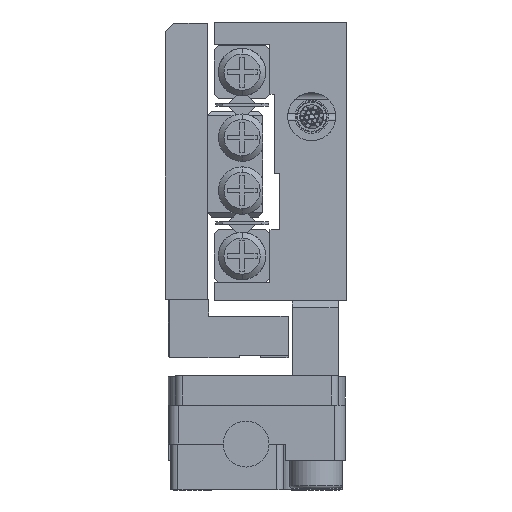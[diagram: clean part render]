
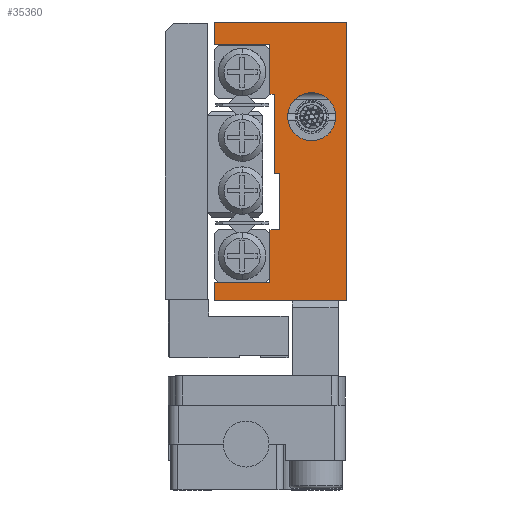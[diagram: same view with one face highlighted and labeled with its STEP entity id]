
A CAD part, left-side view. The second image highlights one B-rep face of the part: STEP entity #35360.
In plain terms, the highlighted planar face has unit normal (-1, 0, 0).
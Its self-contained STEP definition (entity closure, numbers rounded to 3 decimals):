
#340 = VECTOR ( 'NONE', #47811, 1000. ) ;
#562 = ORIENTED_EDGE ( 'NONE', *, *, #5100, .F. ) ;
#1705 = CARTESIAN_POINT ( 'NONE',  ( -15., 2.5, 4.927 ) ) ;
#1827 = AXIS2_PLACEMENT_3D ( 'NONE', #26471, #43725, #43452 ) ;
#1969 = EDGE_LOOP ( 'NONE', ( #22963, #36240 ) ) ;
#2164 = EDGE_CURVE ( 'NONE', #4369, #10119, #28844, .T. ) ;
#2623 = VERTEX_POINT ( 'NONE', #24586 ) ;
#2695 = VECTOR ( 'NONE', #32106, 1000. ) ;
#3053 = CIRCLE ( 'NONE', #41336, 1.727 ) ;
#3154 = CARTESIAN_POINT ( 'NONE',  ( -15., 9.5, 8.4 ) ) ;
#4306 = CARTESIAN_POINT ( 'NONE',  ( -15., 9.5, -8.7 ) ) ;
#4365 = VECTOR ( 'NONE', #23702, 1000. ) ;
#4369 = VERTEX_POINT ( 'NONE', #3154 ) ;
#4903 = VERTEX_POINT ( 'NONE', #51844 ) ;
#5100 = EDGE_CURVE ( 'NONE', #23994, #15226, #20360, .T. ) ;
#5736 = CARTESIAN_POINT ( 'NONE',  ( -15., 2.5, 1.473 ) ) ;
#5811 = VERTEX_POINT ( 'NONE', #13018 ) ;
#6081 = VECTOR ( 'NONE', #10683, 1000. ) ;
#6359 = LINE ( 'NONE', #23084, #25054 ) ;
#6394 = CARTESIAN_POINT ( 'NONE',  ( -15., 5.5, -10. ) ) ;
#6711 = CARTESIAN_POINT ( 'NONE',  ( -15., 9.5, 10. ) ) ;
#7158 = VECTOR ( 'NONE', #50123, 1000. ) ;
#7545 = CARTESIAN_POINT ( 'NONE',  ( -15., 5.5, 10. ) ) ;
#8375 = DIRECTION ( 'NONE',  ( 0., 0., 1. ) ) ;
#8802 = CARTESIAN_POINT ( 'NONE',  ( -15., 4.8, -10. ) ) ;
#9149 = VERTEX_POINT ( 'NONE', #32950 ) ;
#9435 = DIRECTION ( 'NONE',  ( 0., -1., 0. ) ) ;
#9544 = EDGE_CURVE ( 'NONE', #47836, #10119, #21446, .T. ) ;
#10119 = VERTEX_POINT ( 'NONE', #15431 ) ;
#10683 = DIRECTION ( 'NONE',  ( 0., 0., -1. ) ) ;
#11077 = CARTESIAN_POINT ( 'NONE',  ( -15., 0., 10. ) ) ;
#11205 = ORIENTED_EDGE ( 'NONE', *, *, #14921, .T. ) ;
#11852 = PLANE ( 'NONE',  #26337 ) ;
#13018 = CARTESIAN_POINT ( 'NONE',  ( -15., 5.5, -8.7 ) ) ;
#14256 = VERTEX_POINT ( 'NONE', #1705 ) ;
#14303 = CIRCLE ( 'NONE', #1827, 1.727 ) ;
#14501 = CARTESIAN_POINT ( 'NONE',  ( -15., 5.5, 4.8 ) ) ;
#14921 = EDGE_CURVE ( 'NONE', #21849, #2623, #6359, .T. ) ;
#15226 = VERTEX_POINT ( 'NONE', #11077 ) ;
#15431 = CARTESIAN_POINT ( 'NONE',  ( -15., 5.5, 8.4 ) ) ;
#15492 = CARTESIAN_POINT ( 'NONE',  ( -15., 5.5, -10. ) ) ;
#15901 = LINE ( 'NONE', #23715, #7158 ) ;
#16041 = FACE_OUTER_BOUND ( 'NONE', #39992, .T. ) ;
#16643 = ORIENTED_EDGE ( 'NONE', *, *, #38450, .T. ) ;
#17266 = DIRECTION ( 'NONE',  ( 0., 0., 1. ) ) ;
#17605 = EDGE_CURVE ( 'NONE', #24184, #14256, #3053, .T. ) ;
#18227 = CARTESIAN_POINT ( 'NONE',  ( -15., 9.5, -10. ) ) ;
#18547 = CARTESIAN_POINT ( 'NONE',  ( -15., 9.5, 10. ) ) ;
#18941 = ORIENTED_EDGE ( 'NONE', *, *, #42593, .F. ) ;
#18986 = ORIENTED_EDGE ( 'NONE', *, *, #33202, .T. ) ;
#19689 = DIRECTION ( 'NONE',  ( 1., 0., 0. ) ) ;
#20262 = LINE ( 'NONE', #37282, #37274 ) ;
#20360 = LINE ( 'NONE', #7545, #2695 ) ;
#21446 = LINE ( 'NONE', #42901, #45629 ) ;
#21849 = VERTEX_POINT ( 'NONE', #41094 ) ;
#22040 = ORIENTED_EDGE ( 'NONE', *, *, #43155, .F. ) ;
#22304 = VECTOR ( 'NONE', #54256, 1000. ) ;
#22555 = VECTOR ( 'NONE', #50576, 1000. ) ;
#22620 = LINE ( 'NONE', #23169, #52507 ) ;
#22908 = VECTOR ( 'NONE', #8375, 1000. ) ;
#22963 = ORIENTED_EDGE ( 'NONE', *, *, #43003, .F. ) ;
#23084 = CARTESIAN_POINT ( 'NONE',  ( -15., 5.5, -0.9 ) ) ;
#23169 = CARTESIAN_POINT ( 'NONE',  ( -15., 5.5, -10. ) ) ;
#23379 = LINE ( 'NONE', #6394, #39842 ) ;
#23702 = DIRECTION ( 'NONE',  ( 0., 0., -1. ) ) ;
#23715 = CARTESIAN_POINT ( 'NONE',  ( -15., 5.5, -4.9 ) ) ;
#23985 = DIRECTION ( 'NONE',  ( -1., 0., 0. ) ) ;
#23994 = VERTEX_POINT ( 'NONE', #18547 ) ;
#24184 = VERTEX_POINT ( 'NONE', #5736 ) ;
#24380 = CARTESIAN_POINT ( 'NONE',  ( -15., 5.5, 8.4 ) ) ;
#24586 = CARTESIAN_POINT ( 'NONE',  ( -15., 4.8, -0.9 ) ) ;
#25054 = VECTOR ( 'NONE', #9435, 1000. ) ;
#25278 = ORIENTED_EDGE ( 'NONE', *, *, #32271, .T. ) ;
#25304 = CARTESIAN_POINT ( 'NONE',  ( -15., 0., -10. ) ) ;
#25458 = EDGE_CURVE ( 'NONE', #21849, #9149, #20262, .T. ) ;
#26337 = AXIS2_PLACEMENT_3D ( 'NONE', #15492, #19689, #28864 ) ;
#26471 = CARTESIAN_POINT ( 'NONE',  ( -15., 2.5, 3.2 ) ) ;
#27885 = ORIENTED_EDGE ( 'NONE', *, *, #2164, .T. ) ;
#28575 = ORIENTED_EDGE ( 'NONE', *, *, #42235, .T. ) ;
#28844 = LINE ( 'NONE', #24380, #36314 ) ;
#28864 = DIRECTION ( 'NONE',  ( 0., 0., -1. ) ) ;
#29350 = VERTEX_POINT ( 'NONE', #53443 ) ;
#29445 = CARTESIAN_POINT ( 'NONE',  ( -15., 4.8, -4.9 ) ) ;
#31015 = DIRECTION ( 'NONE',  ( 0., -1., 0. ) ) ;
#32106 = DIRECTION ( 'NONE',  ( 0., -1., 0. ) ) ;
#32240 = VERTEX_POINT ( 'NONE', #29445 ) ;
#32271 = EDGE_CURVE ( 'NONE', #2623, #32240, #41981, .T. ) ;
#32306 = CARTESIAN_POINT ( 'NONE',  ( -15., 5.5, 4.8 ) ) ;
#32950 = CARTESIAN_POINT ( 'NONE',  ( -15., 5.2, 4.8 ) ) ;
#33202 = EDGE_CURVE ( 'NONE', #5811, #46756, #48347, .T. ) ;
#35360 = ADVANCED_FACE ( 'NONE', ( #40619, #16041 ), #11852, .F. ) ;
#36240 = ORIENTED_EDGE ( 'NONE', *, *, #17605, .F. ) ;
#36314 = VECTOR ( 'NONE', #41407, 1000. ) ;
#36493 = LINE ( 'NONE', #32306, #22304 ) ;
#37274 = VECTOR ( 'NONE', #46675, 1000. ) ;
#37282 = CARTESIAN_POINT ( 'NONE',  ( -15., 5.2, 4.8 ) ) ;
#37637 = DIRECTION ( 'NONE',  ( 0., 0., 1. ) ) ;
#37911 = CARTESIAN_POINT ( 'NONE',  ( -15., 2.5, 3.2 ) ) ;
#37940 = CARTESIAN_POINT ( 'NONE',  ( -15., 0., -10. ) ) ;
#38450 = EDGE_CURVE ( 'NONE', #45221, #15226, #46788, .T. ) ;
#38584 = EDGE_CURVE ( 'NONE', #5811, #4903, #23379, .T. ) ;
#39842 = VECTOR ( 'NONE', #40408, 1000. ) ;
#39992 = EDGE_LOOP ( 'NONE', ( #25278, #18941, #45799, #18986, #40723, #28575, #16643, #562, #44793, #27885, #47329, #22040, #44249, #11205 ) ) ;
#40408 = DIRECTION ( 'NONE',  ( 0., 0., 1. ) ) ;
#40619 = FACE_BOUND ( 'NONE', #1969, .T. ) ;
#40723 = ORIENTED_EDGE ( 'NONE', *, *, #54396, .T. ) ;
#41012 = LINE ( 'NONE', #6711, #4365 ) ;
#41094 = CARTESIAN_POINT ( 'NONE',  ( -15., 5.2, -0.9 ) ) ;
#41336 = AXIS2_PLACEMENT_3D ( 'NONE', #37911, #23985, #37637 ) ;
#41407 = DIRECTION ( 'NONE',  ( 0., -1., 0. ) ) ;
#41981 = LINE ( 'NONE', #8802, #22555 ) ;
#42235 = EDGE_CURVE ( 'NONE', #29350, #45221, #22620, .T. ) ;
#42593 = EDGE_CURVE ( 'NONE', #4903, #32240, #15901, .T. ) ;
#42901 = CARTESIAN_POINT ( 'NONE',  ( -15., 5.5, -10. ) ) ;
#43003 = EDGE_CURVE ( 'NONE', #14256, #24184, #14303, .T. ) ;
#43155 = EDGE_CURVE ( 'NONE', #9149, #47836, #36493, .T. ) ;
#43452 = DIRECTION ( 'NONE',  ( 0., 0., 1. ) ) ;
#43725 = DIRECTION ( 'NONE',  ( -1., 0., 0. ) ) ;
#44202 = CARTESIAN_POINT ( 'NONE',  ( -15., 5.5, -8.7 ) ) ;
#44249 = ORIENTED_EDGE ( 'NONE', *, *, #25458, .F. ) ;
#44392 = LINE ( 'NONE', #18227, #6081 ) ;
#44793 = ORIENTED_EDGE ( 'NONE', *, *, #53686, .T. ) ;
#45221 = VERTEX_POINT ( 'NONE', #25304 ) ;
#45629 = VECTOR ( 'NONE', #17266, 1000. ) ;
#45799 = ORIENTED_EDGE ( 'NONE', *, *, #38584, .F. ) ;
#46675 = DIRECTION ( 'NONE',  ( 0., 0., 1. ) ) ;
#46756 = VERTEX_POINT ( 'NONE', #4306 ) ;
#46788 = LINE ( 'NONE', #37940, #22908 ) ;
#47329 = ORIENTED_EDGE ( 'NONE', *, *, #9544, .F. ) ;
#47811 = DIRECTION ( 'NONE',  ( 0., 1., 0. ) ) ;
#47836 = VERTEX_POINT ( 'NONE', #14501 ) ;
#48347 = LINE ( 'NONE', #44202, #340 ) ;
#50123 = DIRECTION ( 'NONE',  ( 0., -1., 0. ) ) ;
#50576 = DIRECTION ( 'NONE',  ( 0., 0., -1. ) ) ;
#51844 = CARTESIAN_POINT ( 'NONE',  ( -15., 5.5, -4.9 ) ) ;
#52507 = VECTOR ( 'NONE', #31015, 1000. ) ;
#53443 = CARTESIAN_POINT ( 'NONE',  ( -15., 9.5, -10. ) ) ;
#53686 = EDGE_CURVE ( 'NONE', #23994, #4369, #41012, .T. ) ;
#54256 = DIRECTION ( 'NONE',  ( 0., 1., 0. ) ) ;
#54396 = EDGE_CURVE ( 'NONE', #46756, #29350, #44392, .T. ) ;
